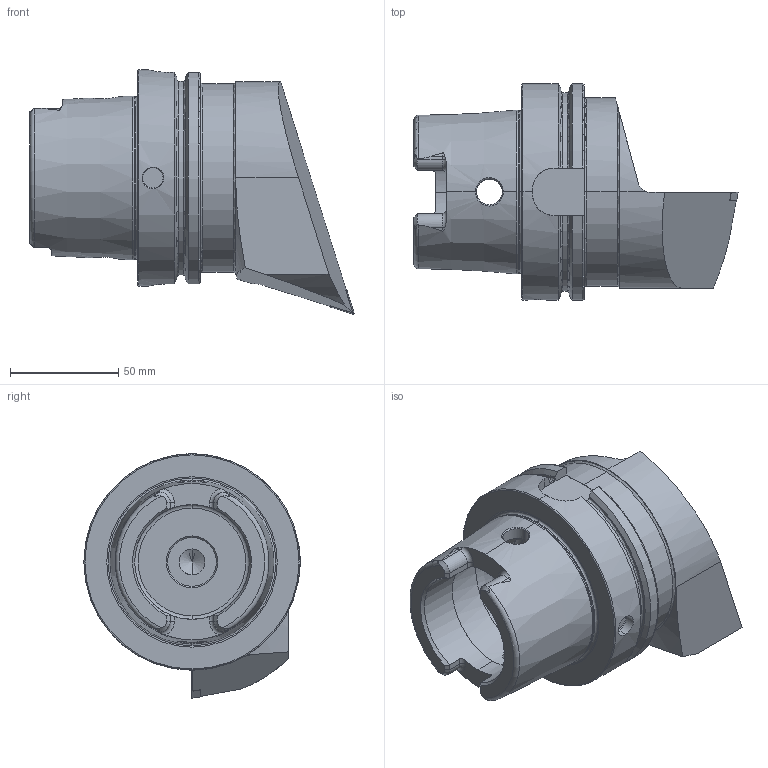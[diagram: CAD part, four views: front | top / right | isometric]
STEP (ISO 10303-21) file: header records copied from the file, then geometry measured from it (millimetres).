
FILE_DESCRIPTION (( 'STEP AP203' ), '1' );
FILE_NAME ('HA0-KDB.RHA.100.STEP', '2012-05-11T12:47:43', ( 'baer' ), ( 'Hewlett-Packard Company' ), 'SwSTEP 2.0', 'SolidWorks 2012', '' );
FILE_SCHEMA (( 'CONFIG_CONTROL_DESIGN' ));
Length unit declared in the file: millimetre
Products named in the file (5): HA0-KDB.RHA.100_B_Fertigbearbeitung; KVT_MB_600_050; DCMT11T304; WCB-ER2.001.009_A; HA0-KDB.RHA.100
Assembly tree (4 placements, depth 2):
  HA0-KDB.RHA.100
    HA0-KDB.RHA.100_B_Fertigbearbeitung
    DCMT11T304
    WCB-ER2.001.009_A
    KVT_MB_600_050
Bounding box: 149.9 x 100 x 113 mm (x, y, z)
Volume: 492678.7 mm3; surface area: 66401.7 mm2
Topology: 5 solids, 5 shells, 308 faces, 790 edges, 482 vertices
Faces by surface type: cylinder 94, cone 77, plane 73, torus 40, bspline 20, sphere 4
Entity records: 11655 total; most frequent: CARTESIAN_POINT 4084, ORIENTED_EDGE 1546, DIRECTION 1413, EDGE_CURVE 773, AXIS2_PLACEMENT_3D 568, VERTEX_POINT 479, EDGE_LOOP 322, FACE_OUTER_BOUND 308
